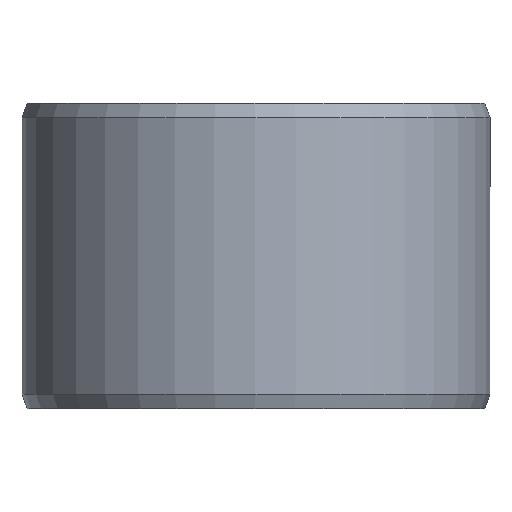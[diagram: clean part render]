
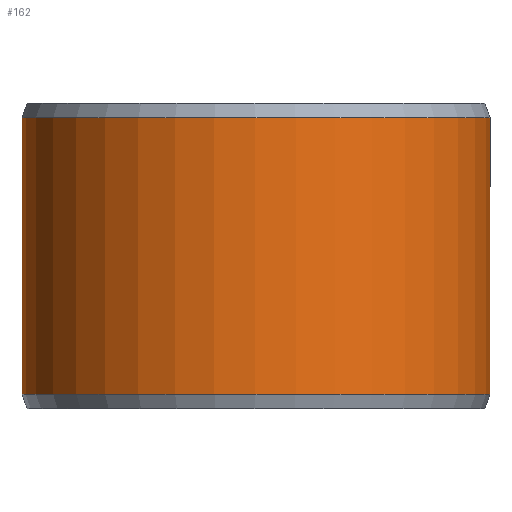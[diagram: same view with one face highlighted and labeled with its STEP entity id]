
A CAD part, front view. The second image highlights one B-rep face of the part: STEP entity #162.
In plain terms, the highlighted cylindrical face has radius 11.5 mm (diameter 23 mm), a partial arc.
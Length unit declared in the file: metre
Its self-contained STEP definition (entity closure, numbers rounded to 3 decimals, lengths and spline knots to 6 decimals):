
#162=ADVANCED_FACE('',(#185,#186),#187,.T.);
#185=FACE_OUTER_BOUND('',#211,.T.);
#186=FACE_BOUND('',#212,.T.);
#187=CYLINDRICAL_SURFACE('',#213,0.0115);
#211=EDGE_LOOP('',(#289,#290,#291,#292));
#212=EDGE_LOOP('',(#293));
#213=AXIS2_PLACEMENT_3D('',#294,#295,#296);
#289=ORIENTED_EDGE('',*,*,#314,.T.);
#290=ORIENTED_EDGE('',*,*,#323,.F.);
#291=ORIENTED_EDGE('',*,*,#309,.F.);
#292=ORIENTED_EDGE('',*,*,#324,.T.);
#293=ORIENTED_EDGE('',*,*,#327,.T.);
#294=CARTESIAN_POINT('',(0.,0.,0.0));
#295=DIRECTION('',(0.,0.0,-1.0));
#296=DIRECTION('',(-1.0,0.0,0.));
#309=EDGE_CURVE('',#341,#342,#343,.T.);
#314=EDGE_CURVE('',#351,#349,#352,.T.);
#323=EDGE_CURVE('',#342,#349,#365,.T.);
#324=EDGE_CURVE('',#341,#351,#366,.T.);
#327=EDGE_CURVE('',#370,#370,#371,.T.);
#341=VERTEX_POINT('',#389);
#342=VERTEX_POINT('',#390);
#343=CIRCLE('',#391,0.0115);
#349=VERTEX_POINT('',#399);
#351=VERTEX_POINT('',#402);
#352=CIRCLE('',#403,0.0115);
#365=LINE('',#422,#423);
#366=LINE('',#424,#425);
#370=VERTEX_POINT('',#483);
#371=B_SPLINE_CURVE_WITH_KNOTS('',3,(#484,#485,#486,#487,#488,#489,#490,#491,#492,#493,#494,#495,#496,#497,#498,#499,#500,#501,#502,#503,#504,#505,#506,#507,#508,#509,#510,#511,#512,#513,#514,#515,#516,#517,#518,#519,#520,#521,#522,#523,#524,#525,#526,#527,#528,#529,#530,#531,#532,#533,#534,#535,#536,#537,#538,#539,#540,#541),.UNSPECIFIED.,.T.,.F.,(2,2,2,2,2,2,2,2,2,2,2,2,2,2,2,2,2,2,2,2,2,2,2,2,2,2,2,2,2,2,2),(-0.000392,0.0,0.000392,0.000783,0.001175,0.001566,0.002349,0.003132,0.003524,0.003915,0.004307,0.004698,0.00509,0.005481,0.005873,0.006264,0.007047,0.007439,0.00783,0.008222,0.008613,0.009005,0.009396,0.009788,0.010179,0.010571,0.010962,0.011745,0.012137,0.012528,0.01292),.UNSPECIFIED.);
#389=CARTESIAN_POINT('',(0.000201,0.011498,0.0007));
#390=CARTESIAN_POINT('',(0.,0.0115,0.0007));
#391=AXIS2_PLACEMENT_3D('',#555,#556,#557);
#399=CARTESIAN_POINT('',(0.,0.0115,0.0143));
#402=CARTESIAN_POINT('',(0.000201,0.011498,0.0143));
#403=AXIS2_PLACEMENT_3D('',#564,#565,#566);
#422=CARTESIAN_POINT('',(0.,0.0115,0.0007));
#423=VECTOR('',#579,1.0);
#424=CARTESIAN_POINT('',(0.000201,0.011498,0.0007));
#425=VECTOR('',#580,1.0);
#483=CARTESIAN_POINT('',(0.008677,-0.007547,0.0075));
#484=CARTESIAN_POINT('',(0.008677,-0.007547,0.007368));
#485=CARTESIAN_POINT('',(0.008677,-0.007547,0.007632));
#486=CARTESIAN_POINT('',(0.008686,-0.007537,0.007763));
#487=CARTESIAN_POINT('',(0.00872,-0.007498,0.008018));
#488=CARTESIAN_POINT('',(0.008745,-0.007468,0.008146));
#489=CARTESIAN_POINT('',(0.008811,-0.007391,0.008388));
#490=CARTESIAN_POINT('',(0.008851,-0.007343,0.008502));
#491=CARTESIAN_POINT('',(0.008944,-0.007229,0.00872));
#492=CARTESIAN_POINT('',(0.008997,-0.007163,0.008822));
#493=CARTESIAN_POINT('',(0.009169,-0.006944,0.009098));
#494=CARTESIAN_POINT('',(0.009303,-0.006765,0.009247));
#495=CARTESIAN_POINT('',(0.009578,-0.006369,0.009447));
#496=CARTESIAN_POINT('',(0.009722,-0.006148,0.0095));
#497=CARTESIAN_POINT('',(0.009924,-0.005812,0.0095));
#498=CARTESIAN_POINT('',(0.009991,-0.005697,0.009487));
#499=CARTESIAN_POINT('',(0.010115,-0.005472,0.009436));
#500=CARTESIAN_POINT('',(0.010174,-0.005362,0.009398));
#501=CARTESIAN_POINT('',(0.010285,-0.005146,0.009298));
#502=CARTESIAN_POINT('',(0.010337,-0.005041,0.009235));
#503=CARTESIAN_POINT('',(0.01043,-0.004845,0.009091));
#504=CARTESIAN_POINT('',(0.010473,-0.004752,0.009008));
#505=CARTESIAN_POINT('',(0.010549,-0.00458,0.008822));
#506=CARTESIAN_POINT('',(0.010582,-0.004504,0.008721));
#507=CARTESIAN_POINT('',(0.010638,-0.004369,0.008505));
#508=CARTESIAN_POINT('',(0.010662,-0.00431,0.008387));
#509=CARTESIAN_POINT('',(0.0107,-0.004215,0.008146));
#510=CARTESIAN_POINT('',(0.010714,-0.00418,0.008021));
#511=CARTESIAN_POINT('',(0.010733,-0.004131,0.007764));
#512=CARTESIAN_POINT('',(0.010737,-0.004118,0.007631));
#513=CARTESIAN_POINT('',(0.010737,-0.004118,0.007239));
#514=CARTESIAN_POINT('',(0.010719,-0.004168,0.006976));
#515=CARTESIAN_POINT('',(0.010662,-0.004309,0.006615));
#516=CARTESIAN_POINT('',(0.010639,-0.004367,0.006498));
#517=CARTESIAN_POINT('',(0.010582,-0.004503,0.00628));
#518=CARTESIAN_POINT('',(0.010549,-0.00458,0.006179));
#519=CARTESIAN_POINT('',(0.010474,-0.004749,0.005995));
#520=CARTESIAN_POINT('',(0.010431,-0.004843,0.00591));
#521=CARTESIAN_POINT('',(0.010337,-0.00504,0.005765));
#522=CARTESIAN_POINT('',(0.010287,-0.005143,0.005704));
#523=CARTESIAN_POINT('',(0.010176,-0.005359,0.005603));
#524=CARTESIAN_POINT('',(0.010116,-0.005471,0.005564));
#525=CARTESIAN_POINT('',(0.009992,-0.005695,0.005513));
#526=CARTESIAN_POINT('',(0.009926,-0.005808,0.0055));
#527=CARTESIAN_POINT('',(0.00979,-0.006035,0.0055));
#528=CARTESIAN_POINT('',(0.009721,-0.006145,0.005513));
#529=CARTESIAN_POINT('',(0.009582,-0.00636,0.005564));
#530=CARTESIAN_POINT('',(0.009511,-0.006466,0.005602));
#531=CARTESIAN_POINT('',(0.009372,-0.006665,0.005702));
#532=CARTESIAN_POINT('',(0.009305,-0.006759,0.005764));
#533=CARTESIAN_POINT('',(0.009175,-0.006934,0.005909));
#534=CARTESIAN_POINT('',(0.009112,-0.007016,0.005993));
#535=CARTESIAN_POINT('',(0.008941,-0.007235,0.006269));
#536=CARTESIAN_POINT('',(0.008844,-0.007352,0.006491));
#537=CARTESIAN_POINT('',(0.008746,-0.007468,0.006852));
#538=CARTESIAN_POINT('',(0.00872,-0.007497,0.006979));
#539=CARTESIAN_POINT('',(0.008686,-0.007537,0.007237));
#540=CARTESIAN_POINT('',(0.008677,-0.007547,0.007368));
#541=CARTESIAN_POINT('',(0.008677,-0.007547,0.007632));
#555=CARTESIAN_POINT('',(0.,0.,0.0007));
#556=DIRECTION('',(0.,0.0,-1.0));
#557=DIRECTION('',(-1.0,0.0,0.));
#564=CARTESIAN_POINT('',(0.,0.,0.0143));
#565=DIRECTION('',(0.,0.0,-1.0));
#566=DIRECTION('',(-1.0,0.0,0.));
#579=DIRECTION('',(0.,0.0,1.0));
#580=DIRECTION('',(0.,0.,1.0));
